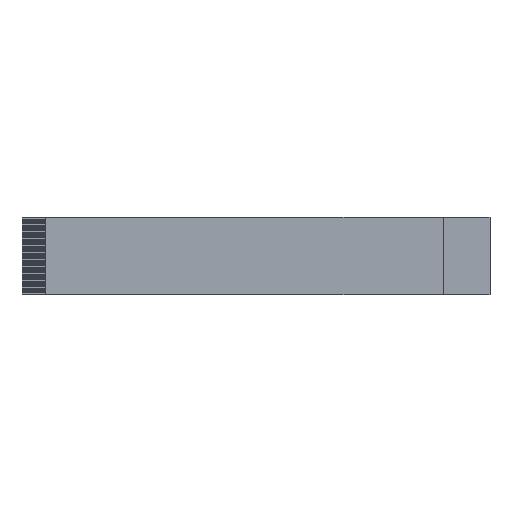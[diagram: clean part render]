
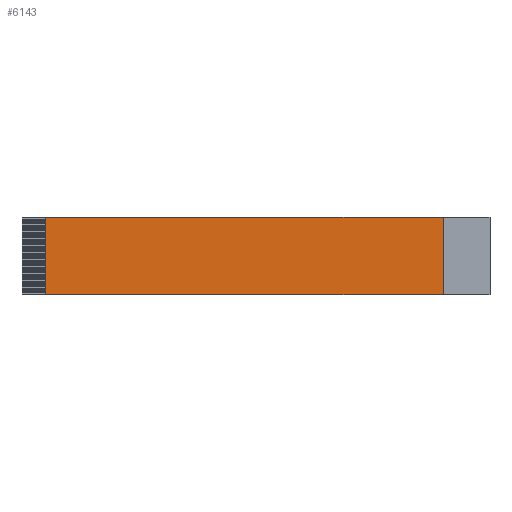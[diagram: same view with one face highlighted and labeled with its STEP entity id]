
A CAD part, top view. The second image highlights one B-rep face of the part: STEP entity #6143.
In plain terms, the highlighted planar face has unit normal (0, 0, 1).
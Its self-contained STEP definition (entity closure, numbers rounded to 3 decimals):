
#449=ORIENTED_EDGE('',*,*,#1781,.F.);
#450=ORIENTED_EDGE('',*,*,#1556,.F.);
#451=ORIENTED_EDGE('',*,*,#1782,.T.);
#452=ORIENTED_EDGE('',*,*,#1546,.T.);
#1546=EDGE_CURVE('',#2230,#2229,#2641,.T.);
#1556=EDGE_CURVE('',#2237,#2089,#2650,.T.);
#1781=EDGE_CURVE('',#2089,#2229,#2875,.T.);
#1782=EDGE_CURVE('',#2237,#2230,#2876,.T.);
#2089=VERTEX_POINT('',#7623);
#2229=VERTEX_POINT('',#7913);
#2230=VERTEX_POINT('',#7915);
#2237=VERTEX_POINT('',#7934);
#2641=LINE('',#7914,#3323);
#2650=LINE('',#7935,#3332);
#2875=LINE('',#8416,#3557);
#2876=LINE('',#8417,#3558);
#3323=VECTOR('',#6657,1000.);
#3332=VECTOR('',#6668,1000.);
#3557=VECTOR('',#7025,1000.);
#3558=VECTOR('',#7026,1000.);
#3933=EDGE_LOOP('',(#449,#450,#451,#452));
#4145=FACE_BOUND('',#3933,.T.);
#4357=PLANE('',#6362);
#6143=ADVANCED_FACE('',(#4145),#4357,.F.);
#6362=AXIS2_PLACEMENT_3D('',#8415,#7023,#7024);
#6657=DIRECTION('',(1.,0.,0.));
#6668=DIRECTION('',(1.,0.,0.));
#7023=DIRECTION('',(0.,0.,-1.));
#7024=DIRECTION('',(-1.,0.,0.));
#7025=DIRECTION('',(0.,-1.,0.));
#7026=DIRECTION('',(0.,-1.,0.));
#7623=CARTESIAN_POINT('',(40.,8.25,0.095));
#7913=CARTESIAN_POINT('',(40.,-8.25,0.095));
#7914=CARTESIAN_POINT('',(-45.,-8.25,0.095));
#7915=CARTESIAN_POINT('',(-45.,-8.25,0.095));
#7934=CARTESIAN_POINT('',(-45.,8.25,0.095));
#7935=CARTESIAN_POINT('',(-45.,8.25,0.095));
#8415=CARTESIAN_POINT('',(-45.,8.25,0.095));
#8416=CARTESIAN_POINT('',(40.,8.25,0.095));
#8417=CARTESIAN_POINT('',(-45.,8.25,0.095));
